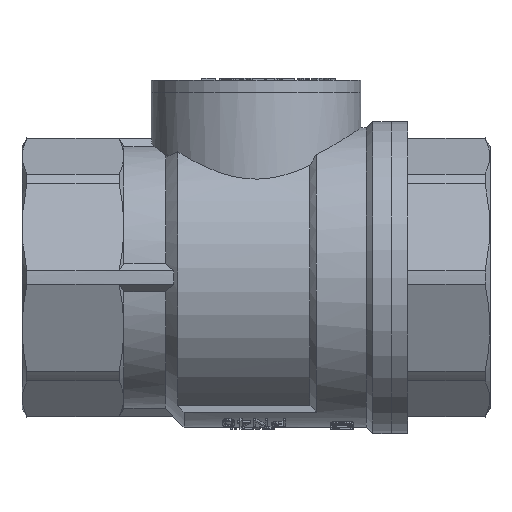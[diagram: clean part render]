
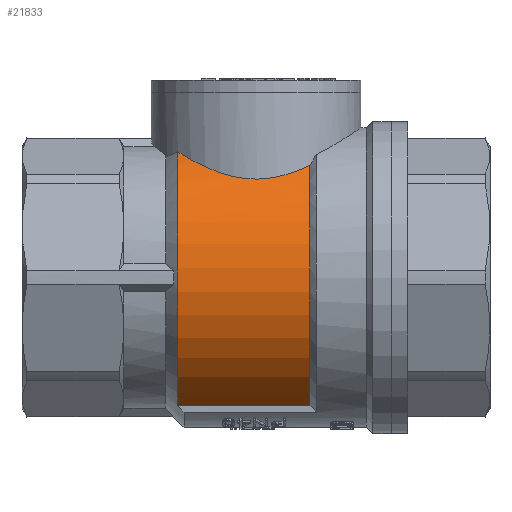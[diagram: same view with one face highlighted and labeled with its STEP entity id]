
A CAD part, front view. The second image highlights one B-rep face of the part: STEP entity #21833.
In plain terms, the highlighted cylindrical face has radius 17.5 mm (diameter 35 mm), a partial arc.
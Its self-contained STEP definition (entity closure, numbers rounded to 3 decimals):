
#975=CYLINDRICAL_SURFACE('',#27958,17.5);
#1118=LINE('',#38110,#3107);
#3107=VECTOR('',#30485,1000.);
#6129=CIRCLE('',#27953,17.5);
#6131=CIRCLE('',#27959,17.5);
#6608=ORIENTED_EDGE('',*,*,#13266,.T.);
#6609=ORIENTED_EDGE('',*,*,#13258,.F.);
#6610=ORIENTED_EDGE('',*,*,#13259,.F.);
#6611=ORIENTED_EDGE('',*,*,#13267,.F.);
#13258=EDGE_CURVE('',#16599,#16596,#1118,.T.);
#13259=EDGE_CURVE('',#16600,#16599,#6129,.T.);
#13266=EDGE_CURVE('',#16606,#16596,#6131,.T.);
#13267=EDGE_CURVE('',#16606,#16600,#18823,.T.);
#16596=VERTEX_POINT('',#38104);
#16599=VERTEX_POINT('',#38109);
#16600=VERTEX_POINT('',#38113);
#16606=VERTEX_POINT('',#38140);
#18823=B_SPLINE_CURVE_WITH_KNOTS('',3,(#38141,#38142,#38143,#38144,#38145,
#38146,#38147,#38148,#38149,#38150,#38151,#38152,#38153,#38154,#38155,#38156,
#38157,#38158,#38159,#38160,#38161,#38162,#38163,#38164,#38165,#38166,#38167,
#38168,#38169,#38170,#38171,#38172,#38173,#38174,#38175,#38176,#38177,#38178,
#38179,#38180,#38181,#38182,#38183,#38184,#38185,#38186,#38187,#38188,#38189,
#38190,#38191,#38192,#38193,#38194,#38195,#38196,#38197,#38198,#38199,#38200,
#38201,#38202,#38203,#38204,#38205,#38206,#38207,#38208,#38209,#38210),
 .UNSPECIFIED.,.F.,.F.,(4,3,3,3,3,3,3,3,3,3,3,3,3,3,3,3,3,3,3,3,3,3,3,4),
(0.,1.159,2.32,3.481,4.637,
5.213,5.792,6.95,8.107,8.683,
9.259,9.836,10.412,10.987,11.563,
12.139,12.715,13.291,13.867,15.021,
16.179,17.337,17.914,18.491),
 .PIECEWISE_BEZIER_KNOTS.);
#19003=EDGE_LOOP('',(#6608,#6609,#6610,#6611));
#20392=FACE_BOUND('',#19003,.T.);
#21833=ADVANCED_FACE('',(#20392),#975,.T.);
#27953=AXIS2_PLACEMENT_3D('',#38112,#30488,#30489);
#27958=AXIS2_PLACEMENT_3D('',#38138,#30500,#30501);
#27959=AXIS2_PLACEMENT_3D('',#38139,#30502,#30503);
#30485=DIRECTION('',(0.,0.,1.));
#30488=DIRECTION('',(0.,0.,-1.));
#30489=DIRECTION('',(-1.,0.,0.));
#30500=DIRECTION('',(0.,0.,-1.));
#30501=DIRECTION('',(-1.,0.,0.));
#30502=DIRECTION('',(0.,0.,-1.));
#30503=DIRECTION('',(-1.,0.,0.));
#38104=CARTESIAN_POINT('',(8.,-15.564,12.018));
#38109=CARTESIAN_POINT('',(8.,-15.564,-4.076));
#38110=CARTESIAN_POINT('',(8.,-15.564,2.5));
#38112=CARTESIAN_POINT('',(0.,0.,-4.076));
#38113=CARTESIAN_POINT('',(10.923,13.672,-4.076));
#38138=CARTESIAN_POINT('',(0.,0.,2.5));
#38139=CARTESIAN_POINT('',(0.,0.,12.018));
#38140=CARTESIAN_POINT('',(8.483,15.306,12.018));
#38141=CARTESIAN_POINT('',(8.483,15.306,12.018));
#38142=CARTESIAN_POINT('',(8.749,15.159,11.781));
#38143=CARTESIAN_POINT('',(9.005,15.008,11.534));
#38144=CARTESIAN_POINT('',(9.249,14.856,11.276));
#38145=CARTESIAN_POINT('',(9.494,14.704,11.018));
#38146=CARTESIAN_POINT('',(9.728,14.55,10.75));
#38147=CARTESIAN_POINT('',(9.95,14.396,10.472));
#38148=CARTESIAN_POINT('',(10.172,14.242,10.195));
#38149=CARTESIAN_POINT('',(10.383,14.089,9.908));
#38150=CARTESIAN_POINT('',(10.582,13.938,9.613));
#38151=CARTESIAN_POINT('',(10.78,13.788,9.318));
#38152=CARTESIAN_POINT('',(10.966,13.64,9.014));
#38153=CARTESIAN_POINT('',(11.14,13.497,8.702));
#38154=CARTESIAN_POINT('',(11.227,13.425,8.546));
#38155=CARTESIAN_POINT('',(11.31,13.355,8.389));
#38156=CARTESIAN_POINT('',(11.391,13.285,8.228));
#38157=CARTESIAN_POINT('',(11.471,13.216,8.068));
#38158=CARTESIAN_POINT('',(11.549,13.148,7.905));
#38159=CARTESIAN_POINT('',(11.624,13.082,7.74));
#38160=CARTESIAN_POINT('',(11.773,12.95,7.409));
#38161=CARTESIAN_POINT('',(11.909,12.824,7.069));
#38162=CARTESIAN_POINT('',(12.031,12.709,6.722));
#38163=CARTESIAN_POINT('',(12.153,12.593,6.374));
#38164=CARTESIAN_POINT('',(12.261,12.488,6.018));
#38165=CARTESIAN_POINT('',(12.353,12.396,5.656));
#38166=CARTESIAN_POINT('',(12.399,12.35,5.476));
#38167=CARTESIAN_POINT('',(12.442,12.307,5.293));
#38168=CARTESIAN_POINT('',(12.48,12.268,5.109));
#38169=CARTESIAN_POINT('',(12.519,12.229,4.925));
#38170=CARTESIAN_POINT('',(12.553,12.193,4.739));
#38171=CARTESIAN_POINT('',(12.584,12.161,4.552));
#38172=CARTESIAN_POINT('',(12.614,12.13,4.365));
#38173=CARTESIAN_POINT('',(12.641,12.102,4.177));
#38174=CARTESIAN_POINT('',(12.663,12.079,3.988));
#38175=CARTESIAN_POINT('',(12.685,12.056,3.799));
#38176=CARTESIAN_POINT('',(12.703,12.037,3.608));
#38177=CARTESIAN_POINT('',(12.717,12.022,3.417));
#38178=CARTESIAN_POINT('',(12.731,12.007,3.226));
#38179=CARTESIAN_POINT('',(12.74,11.997,3.035));
#38180=CARTESIAN_POINT('',(12.745,11.992,2.843));
#38181=CARTESIAN_POINT('',(12.751,11.986,2.651));
#38182=CARTESIAN_POINT('',(12.751,11.986,2.459));
#38183=CARTESIAN_POINT('',(12.748,11.989,2.267));
#38184=CARTESIAN_POINT('',(12.744,11.993,2.076));
#38185=CARTESIAN_POINT('',(12.737,12.001,1.884));
#38186=CARTESIAN_POINT('',(12.724,12.014,1.693));
#38187=CARTESIAN_POINT('',(12.712,12.027,1.502));
#38188=CARTESIAN_POINT('',(12.696,12.044,1.311));
#38189=CARTESIAN_POINT('',(12.675,12.066,1.121));
#38190=CARTESIAN_POINT('',(12.655,12.088,0.932));
#38191=CARTESIAN_POINT('',(12.63,12.114,0.743));
#38192=CARTESIAN_POINT('',(12.601,12.144,0.555));
#38193=CARTESIAN_POINT('',(12.572,12.174,0.368));
#38194=CARTESIAN_POINT('',(12.539,12.208,0.182));
#38195=CARTESIAN_POINT('',(12.502,12.246,-0.003));
#38196=CARTESIAN_POINT('',(12.428,12.321,-0.372));
#38197=CARTESIAN_POINT('',(12.338,12.411,-0.735));
#38198=CARTESIAN_POINT('',(12.234,12.514,-1.092));
#38199=CARTESIAN_POINT('',(12.129,12.616,-1.448));
#38200=CARTESIAN_POINT('',(12.009,12.73,-1.798));
#38201=CARTESIAN_POINT('',(11.876,12.853,-2.139));
#38202=CARTESIAN_POINT('',(11.743,12.976,-2.48));
#38203=CARTESIAN_POINT('',(11.596,13.108,-2.813));
#38204=CARTESIAN_POINT('',(11.437,13.246,-3.136));
#38205=CARTESIAN_POINT('',(11.357,13.314,-3.297));
#38206=CARTESIAN_POINT('',(11.275,13.384,-3.456));
#38207=CARTESIAN_POINT('',(11.189,13.455,-3.612));
#38208=CARTESIAN_POINT('',(11.104,13.527,-3.769));
#38209=CARTESIAN_POINT('',(11.015,13.599,-3.924));
#38210=CARTESIAN_POINT('',(10.923,13.672,-4.076));
